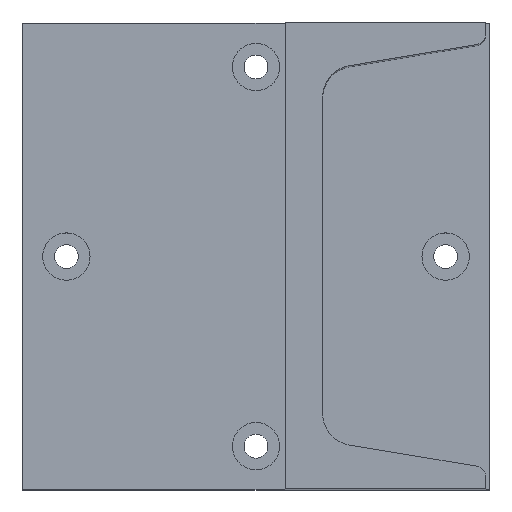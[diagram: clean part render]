
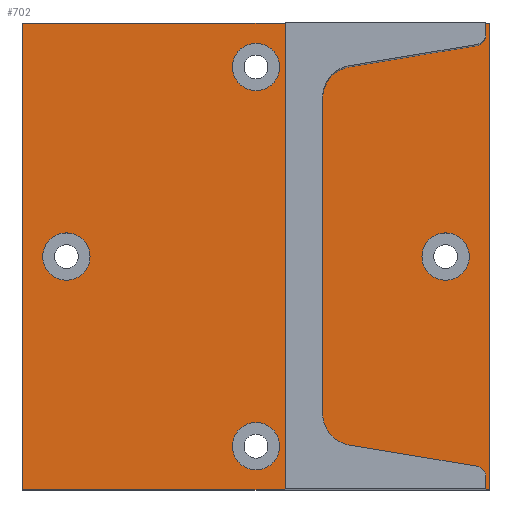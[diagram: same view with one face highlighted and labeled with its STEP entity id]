
A CAD part, top view. The second image highlights one B-rep face of the part: STEP entity #702.
In plain terms, the highlighted planar face has unit normal (0, 0, 1).
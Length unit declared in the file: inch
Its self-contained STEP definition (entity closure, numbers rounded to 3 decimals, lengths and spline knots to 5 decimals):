
#37=VECTOR('',#866,1.);
#41=VECTOR('',#871,1.);
#44=VECTOR('',#875,1.);
#47=VECTOR('',#879,1.);
#77=LINE('',#1050,#37);
#81=LINE('',#1059,#41);
#84=LINE('',#1065,#44);
#87=LINE('',#1071,#47);
#126=PLANE('',#760);
#138=VERTEX_POINT('',#1009);
#142=VERTEX_POINT('',#1020);
#146=VERTEX_POINT('',#1031);
#150=VERTEX_POINT('',#1042);
#153=VERTEX_POINT('',#1051);
#154=VERTEX_POINT('',#1052);
#157=VERTEX_POINT('',#1060);
#159=VERTEX_POINT('',#1066);
#206=CIRCLE('',#729,0.203);
#210=CIRCLE('',#736,0.203);
#214=CIRCLE('',#743,0.203);
#218=CIRCLE('',#750,0.203);
#250=EDGE_CURVE('',#138,#138,#206,.T.);
#254=EDGE_CURVE('',#142,#142,#210,.T.);
#258=EDGE_CURVE('',#146,#146,#214,.T.);
#262=EDGE_CURVE('',#150,#150,#218,.T.);
#265=EDGE_CURVE('',#153,#154,#77,.T.);
#269=EDGE_CURVE('',#154,#157,#81,.T.);
#272=EDGE_CURVE('',#157,#159,#84,.T.);
#275=EDGE_CURVE('',#159,#153,#87,.T.);
#381=ORIENTED_EDGE('',*,*,#250,.T.);
#382=ORIENTED_EDGE('',*,*,#254,.T.);
#383=ORIENTED_EDGE('',*,*,#258,.T.);
#384=ORIENTED_EDGE('',*,*,#262,.T.);
#385=ORIENTED_EDGE('',*,*,#265,.F.);
#386=ORIENTED_EDGE('',*,*,#275,.F.);
#387=ORIENTED_EDGE('',*,*,#272,.F.);
#388=ORIENTED_EDGE('',*,*,#269,.F.);
#534=EDGE_LOOP('',(#381));
#535=EDGE_LOOP('',(#382));
#536=EDGE_LOOP('',(#383));
#537=EDGE_LOOP('',(#384));
#538=EDGE_LOOP('',(#385,#386,#387,#388));
#626=FACE_BOUND('',#534,.T.);
#627=FACE_BOUND('',#535,.T.);
#628=FACE_BOUND('',#536,.T.);
#629=FACE_BOUND('',#537,.T.);
#630=FACE_BOUND('',#538,.T.);
#702=ADVANCED_FACE('',(#626,#627,#628,#629,#630),#126,.T.);
#729=AXIS2_PLACEMENT_3D('',#1008,#817,#818);
#736=AXIS2_PLACEMENT_3D('',#1019,#830,#831);
#743=AXIS2_PLACEMENT_3D('',#1030,#843,#844);
#750=AXIS2_PLACEMENT_3D('',#1041,#856,#857);
#760=AXIS2_PLACEMENT_3D('',#1074,#882,$);
#817=DIRECTION('',(0.,0.,-1.));
#818=DIRECTION('',(-0.203,0.,0.));
#830=DIRECTION('',(0.,0.,-1.));
#831=DIRECTION('',(-0.203,0.,0.));
#843=DIRECTION('',(0.,0.,-1.));
#844=DIRECTION('',(-0.203,0.,0.));
#856=DIRECTION('',(0.,0.,-1.));
#857=DIRECTION('',(-0.203,0.,0.));
#866=DIRECTION('',(0.,1.,0.));
#871=DIRECTION('',(1.,0.,0.));
#875=DIRECTION('',(0.,-1.,0.));
#879=DIRECTION('',(-1.,0.,0.));
#882=DIRECTION('',(0.,0.,1.));
#1008=CARTESIAN_POINT('',(-0.24003,-0.31114,2.76672));
#1009=CARTESIAN_POINT('',(-0.44303,-0.31114,2.76672));
#1019=CARTESIAN_POINT('',(-0.24003,2.93886,2.76672));
#1020=CARTESIAN_POINT('',(-0.44303,2.93886,2.76672));
#1030=CARTESIAN_POINT('',(-1.86503,1.31386,2.76672));
#1031=CARTESIAN_POINT('',(-2.06803,1.31386,2.76672));
#1041=CARTESIAN_POINT('',(1.38497,1.31386,2.76672));
#1042=CARTESIAN_POINT('',(1.18197,1.31386,2.76672));
#1050=CARTESIAN_POINT('',(-2.24003,3.31386,2.76672));
#1051=CARTESIAN_POINT('',(-2.24003,-0.68614,2.76672));
#1052=CARTESIAN_POINT('',(-2.24003,3.31386,2.76672));
#1059=CARTESIAN_POINT('',(1.75997,3.31386,2.76672));
#1060=CARTESIAN_POINT('',(1.75997,3.31386,2.76672));
#1065=CARTESIAN_POINT('',(1.75997,-0.68614,2.76672));
#1066=CARTESIAN_POINT('',(1.75997,-0.68614,2.76672));
#1071=CARTESIAN_POINT('',(-2.24003,-0.68614,2.76672));
#1074=CARTESIAN_POINT('',(-0.24003,1.31386,2.76672));
